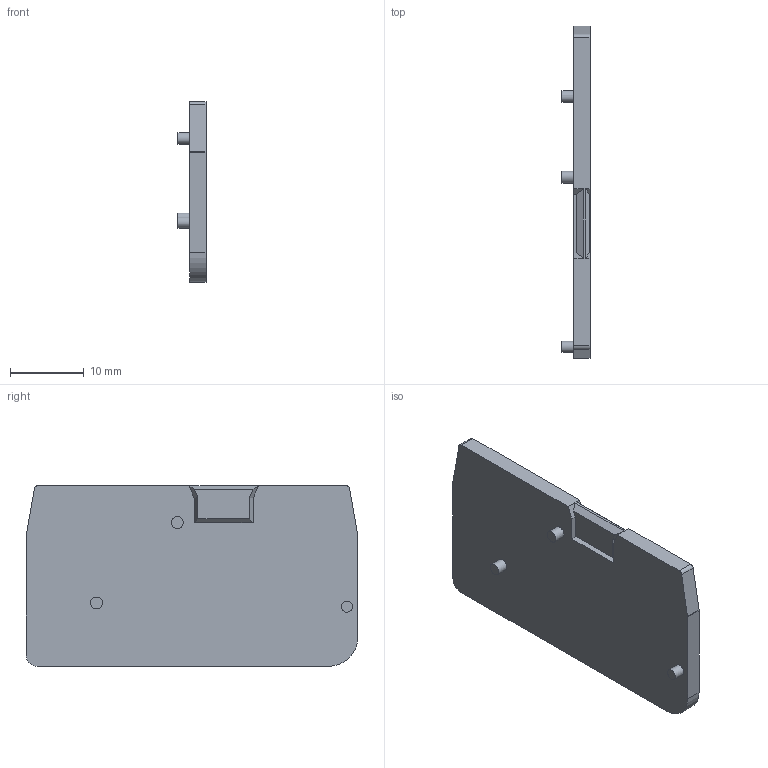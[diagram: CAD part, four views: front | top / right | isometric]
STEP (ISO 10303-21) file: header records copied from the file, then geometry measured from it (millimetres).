
FILE_DESCRIPTION( ( 'STEP AP214' ), '1' );
FILE_NAME( 'DD-PT1.5-D.stp', '2022-12-29T07:29:51', ( ' ' ), ( ' ' ), 'XStep 1.0', ' ', ' ' );
FILE_SCHEMA( ( 'CONFIG_CONTROL_DESIGN) ( )' ) );
Length unit declared in the file: metre
Products named in the file (1): 1
Bounding box: 3.8 x 45 x 24.5 mm (x, y, z)
Volume: 2381.5 mm3; surface area: 2537.1 mm2
Topology: 1 solids, 1 shells, 44 faces, 108 edges, 69 vertices
Faces by surface type: plane 35, cylinder 9
Full cylindrical faces by diameter (mm): 1.504 x1, 1.604 x2
Entity records: 1604 total; most frequent: CARTESIAN_POINT 213, DIRECTION 210, ORIENTED_EDGE 204, EDGE_CURVE 102, LINE 84, VECTOR 84, VERTEX_POINT 66, AXIS2_PLACEMENT_3D 63
